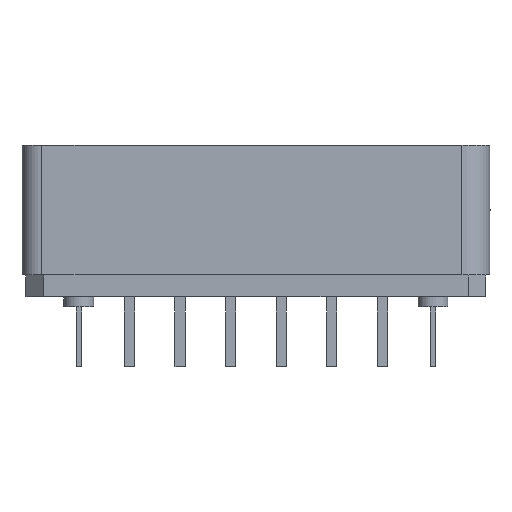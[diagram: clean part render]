
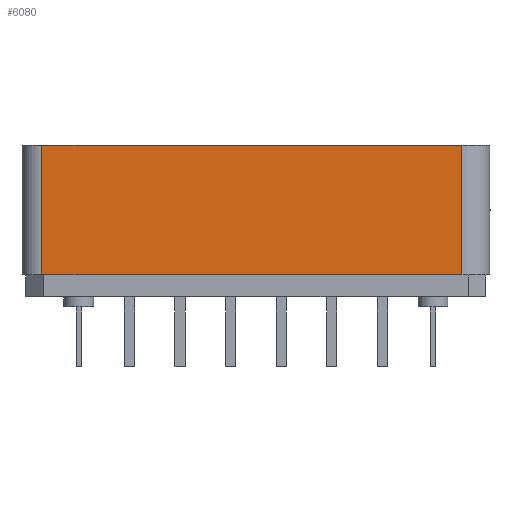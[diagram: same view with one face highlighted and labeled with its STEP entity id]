
A CAD part, left-side view. The second image highlights one B-rep face of the part: STEP entity #6080.
In plain terms, the highlighted planar face has unit normal (-1, 0, 0).
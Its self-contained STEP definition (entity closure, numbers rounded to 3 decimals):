
#6080=ADVANCED_FACE('',(#15430),#15432,.T.);
#15430=FACE_BOUND('',#15431,.T.);
#15431=EDGE_LOOP('',(#23132,#23133,#23134,#23135));
#15432=PLANE('',#15433);
#15433=AXIS2_PLACEMENT_3D('',#15434,#15435,#15436);
#15434=CARTESIAN_POINT('',(-11.74,10.74,0.));
#15435=DIRECTION('',(-1.,0.,0.));
#15436=DIRECTION('',(0.,-1.,0.));
#23132=ORIENTED_EDGE('',*,*,#27409,.T.);
#23133=ORIENTED_EDGE('',*,*,#27622,.T.);
#23134=ORIENTED_EDGE('',*,*,#27424,.F.);
#23135=ORIENTED_EDGE('',*,*,#27625,.F.);
#27409=EDGE_CURVE('',#31284,#31282,#31285,.T.);
#27424=EDGE_CURVE('',#31311,#31313,#31314,.T.);
#27622=EDGE_CURVE('',#31282,#31313,#31707,.T.);
#27625=EDGE_CURVE('',#31284,#31311,#31710,.T.);
#31282=VERTEX_POINT('',#39404);
#31284=VERTEX_POINT('',#39409);
#31285=LINE('',#39410,#39411);
#31311=VERTEX_POINT('',#39465);
#31313=VERTEX_POINT('',#39470);
#31314=LINE('',#39471,#39472);
#31707=LINE('',#40265,#40266);
#31710=LINE('',#40274,#40275);
#39404=CARTESIAN_POINT('',(-11.74,-10.34,0.));
#39409=CARTESIAN_POINT('',(-11.74,10.74,0.));
#39410=CARTESIAN_POINT('',(-11.74,10.74,0.));
#39411=VECTOR('',#39412,1.);
#39412=DIRECTION('',(0.,-1.,0.));
#39465=CARTESIAN_POINT('',(-11.74,10.74,6.5));
#39470=CARTESIAN_POINT('',(-11.74,-10.34,6.5));
#39471=CARTESIAN_POINT('',(-11.74,10.74,6.5));
#39472=VECTOR('',#39473,1.);
#39473=DIRECTION('',(0.,-1.,0.));
#40265=CARTESIAN_POINT('',(-11.74,-10.34,0.));
#40266=VECTOR('',#40267,1.);
#40267=DIRECTION('',(0.,0.,1.));
#40274=CARTESIAN_POINT('',(-11.74,10.74,0.));
#40275=VECTOR('',#40276,1.);
#40276=DIRECTION('',(0.,0.,1.));
